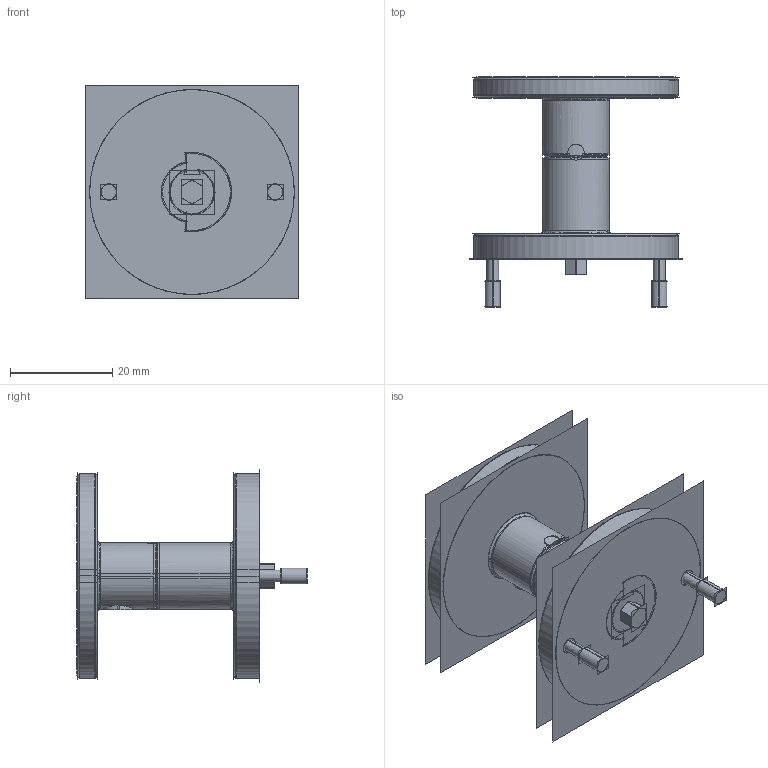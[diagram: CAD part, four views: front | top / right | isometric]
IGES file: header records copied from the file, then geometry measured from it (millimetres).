
Start section:  PTC IGES file: 220717.igs
Global section: file name: 220717.igs; native system: Creo Parametric by PTC Inc.; preprocessor: 2019292; author: PDMAdmin; organization: Unknown; date: 20201123.154126; units: millimetre
Bounding box: 41.6 x 44.96 x 41.6 mm (x, y, z)
Volume: 28525 mm3; surface area: 70783.2 mm2
Topology: 3 solids, 4 shells, 620 faces, 4024 edges, 5580 vertices
Faces by surface type: revolution 312, extrusion 192, bspline 116
